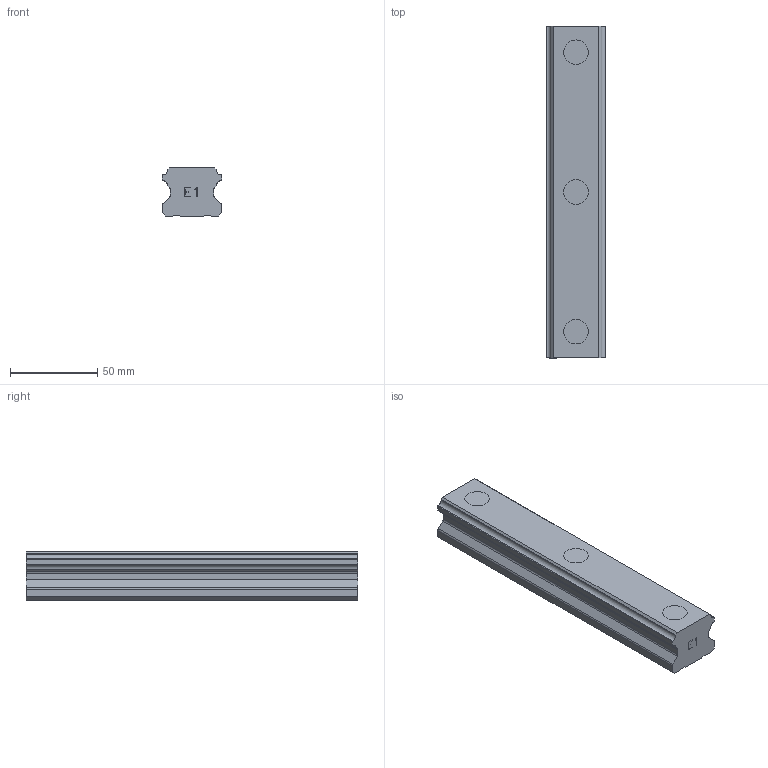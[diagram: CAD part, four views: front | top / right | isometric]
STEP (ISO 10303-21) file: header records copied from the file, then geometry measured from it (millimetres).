
FILE_DESCRIPTION(('STEP AP214'),'1');
FILE_NAME('cctmp_80C8EB29-6274-4C87-B9F2-60CC56CCA73A_2021_02_12_13_58_30_0226..stp','2021-02-12T12:58:30',('HIWIN GmbH'),('CADClick - www.CADClick.com'),'Spatial InterOp 3D',' ','unknown authorization');
FILE_SCHEMA(('AUTOMOTIVE_DESIGN'));
Length unit declared in the file: millimetre
Products named in the file (1): EGR35R190C_FILE
Bounding box: 34 x 190 x 27.5 mm (x, y, z)
Volume: 147954.1 mm3; surface area: 28847.7 mm2
Topology: 1 solids, 1 shells, 134 faces, 357 edges, 238 vertices
Faces by surface type: plane 98, cylinder 36
Entity records: 5249 total; most frequent: CARTESIAN_POINT 730, ORIENTED_EDGE 714, DIRECTION 699, EDGE_CURVE 357, LINE 285, VECTOR 285, VERTEX_POINT 238, AXIS2_PLACEMENT_3D 207
